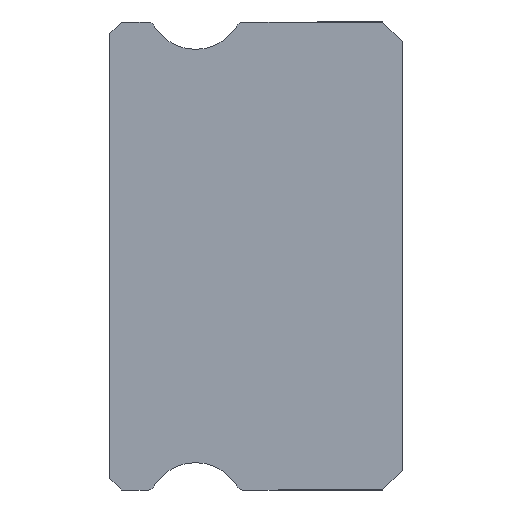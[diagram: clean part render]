
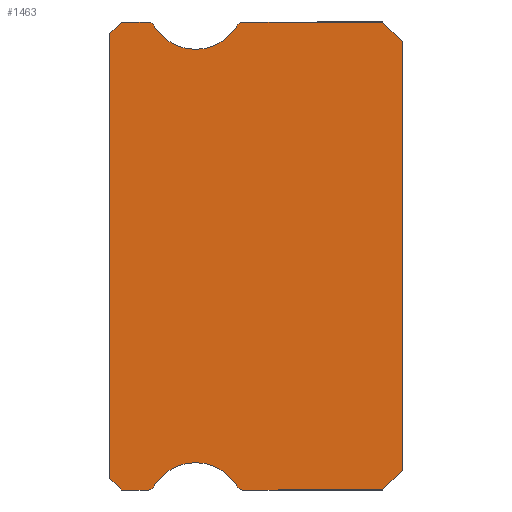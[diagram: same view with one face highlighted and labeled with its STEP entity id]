
A CAD part, left-side view. The second image highlights one B-rep face of the part: STEP entity #1463.
In plain terms, the highlighted planar face has unit normal (-1, 0, 0).
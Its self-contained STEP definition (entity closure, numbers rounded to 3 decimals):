
#54 = VERTEX_POINT ( 'NONE', #359 ) ;
#64 = VERTEX_POINT ( 'NONE', #365 ) ;
#71 = VERTEX_POINT ( 'NONE', #1608 ) ;
#80 = VECTOR ( 'NONE', #293, 1000. ) ;
#100 = EDGE_CURVE ( 'NONE', #71, #54, #1205, .T. ) ;
#120 = AXIS2_PLACEMENT_3D ( 'NONE', #1095, #1363, #1230 ) ;
#129 = DIRECTION ( 'NONE',  ( 0., 0., -1. ) ) ;
#159 = DIRECTION ( 'NONE',  ( -1., 0., 0. ) ) ;
#175 = CARTESIAN_POINT ( 'NONE',  ( -15., 5.3, 6.55 ) ) ;
#194 = PLANE ( 'NONE',  #1370 ) ;
#201 = CARTESIAN_POINT ( 'NONE',  ( -15., 7.2, -6. ) ) ;
#216 = VERTEX_POINT ( 'NONE', #1484 ) ;
#235 = EDGE_CURVE ( 'NONE', #54, #1244, #945, .T. ) ;
#243 = EDGE_LOOP ( 'NONE', ( #1149, #308, #677, #363, #1315, #1291, #1708, #441, #739, #1302, #1672, #594, #474, #794, #1660, #1485, #1153 ) ) ;
#248 = LINE ( 'NONE', #1756, #630 ) ;
#252 = VERTEX_POINT ( 'NONE', #672 ) ;
#260 = VERTEX_POINT ( 'NONE', #824 ) ;
#264 = CARTESIAN_POINT ( 'NONE',  ( -15., 0.5, 6. ) ) ;
#270 = CARTESIAN_POINT ( 'NONE',  ( -15., 6.512, 6. ) ) ;
#271 = DIRECTION ( 'NONE',  ( 1., 0., 0. ) ) ;
#274 = EDGE_CURVE ( 'NONE', #563, #64, #382, .T. ) ;
#275 = DIRECTION ( 'NONE',  ( 0., -0.707, -0.707 ) ) ;
#277 = EDGE_CURVE ( 'NONE', #454, #711, #634, .T. ) ;
#283 = LINE ( 'NONE', #1737, #1112 ) ;
#293 = DIRECTION ( 'NONE',  ( 0., 0.707, -0.707 ) ) ;
#307 = CARTESIAN_POINT ( 'NONE',  ( -15., 0., -5.5 ) ) ;
#308 = ORIENTED_EDGE ( 'NONE', *, *, #909, .F. ) ;
#311 = CIRCLE ( 'NONE', #1392, 0.15 ) ;
#325 = CARTESIAN_POINT ( 'NONE',  ( -15., 7.5, 5.7 ) ) ;
#344 = AXIS2_PLACEMENT_3D ( 'NONE', #1752, #1018, #416 ) ;
#356 = LINE ( 'NONE', #1705, #827 ) ;
#359 = CARTESIAN_POINT ( 'NONE',  ( -15., 4.217, 5.925 ) ) ;
#363 = ORIENTED_EDGE ( 'NONE', *, *, #274, .T. ) ;
#365 = CARTESIAN_POINT ( 'NONE',  ( -15., 6.512, -6. ) ) ;
#382 = LINE ( 'NONE', #409, #603 ) ;
#394 = DIRECTION ( 'NONE',  ( 0., 0., 1. ) ) ;
#399 = VECTOR ( 'NONE', #463, 1000. ) ;
#409 = CARTESIAN_POINT ( 'NONE',  ( -15., 6.512, -6. ) ) ;
#416 = DIRECTION ( 'NONE',  ( 0., 0., -1. ) ) ;
#432 = AXIS2_PLACEMENT_3D ( 'NONE', #1240, #692, #811 ) ;
#436 = CARTESIAN_POINT ( 'NONE',  ( -15., 0., -5.5 ) ) ;
#441 = ORIENTED_EDGE ( 'NONE', *, *, #1545, .F. ) ;
#454 = VERTEX_POINT ( 'NONE', #836 ) ;
#461 = LINE ( 'NONE', #436, #80 ) ;
#463 = DIRECTION ( 'NONE',  ( 0., 1., 0. ) ) ;
#474 = ORIENTED_EDGE ( 'NONE', *, *, #235, .F. ) ;
#529 = LINE ( 'NONE', #1223, #1172 ) ;
#535 = CARTESIAN_POINT ( 'NONE',  ( -15., 4.088, 6. ) ) ;
#550 = DIRECTION ( 'NONE',  ( 0., 0.707, -0.707 ) ) ;
#563 = VERTEX_POINT ( 'NONE', #201 ) ;
#579 = CARTESIAN_POINT ( 'NONE',  ( -15., 7.5, -5.7 ) ) ;
#594 = ORIENTED_EDGE ( 'NONE', *, *, #660, .F. ) ;
#597 = LINE ( 'NONE', #1531, #399 ) ;
#598 = VERTEX_POINT ( 'NONE', #755 ) ;
#603 = VECTOR ( 'NONE', #1196, 1000. ) ;
#605 = DIRECTION ( 'NONE',  ( 0., -0.707, -0.707 ) ) ;
#630 = VECTOR ( 'NONE', #550, 1000. ) ;
#634 = CIRCLE ( 'NONE', #120, 0.15 ) ;
#644 = LINE ( 'NONE', #270, #919 ) ;
#660 = EDGE_CURVE ( 'NONE', #1244, #864, #644, .T. ) ;
#661 = VECTOR ( 'NONE', #394, 1000. ) ;
#672 = CARTESIAN_POINT ( 'NONE',  ( -15., 7.2, 6. ) ) ;
#677 = ORIENTED_EDGE ( 'NONE', *, *, #1329, .T. ) ;
#692 = DIRECTION ( 'NONE',  ( -1., 0., 0. ) ) ;
#700 = VERTEX_POINT ( 'NONE', #1494 ) ;
#702 = CARTESIAN_POINT ( 'NONE',  ( -15., 0.5, -6. ) ) ;
#711 = VERTEX_POINT ( 'NONE', #1369 ) ;
#737 = DIRECTION ( 'NONE',  ( 0., 0., -1. ) ) ;
#739 = ORIENTED_EDGE ( 'NONE', *, *, #1338, .F. ) ;
#755 = CARTESIAN_POINT ( 'NONE',  ( -15., 6.512, 6. ) ) ;
#761 = DIRECTION ( 'NONE',  ( 0., 0., -1. ) ) ;
#794 = ORIENTED_EDGE ( 'NONE', *, *, #100, .F. ) ;
#811 = DIRECTION ( 'NONE',  ( 0., 0., -1. ) ) ;
#815 = DIRECTION ( 'NONE',  ( 0., -1., 0. ) ) ;
#824 = CARTESIAN_POINT ( 'NONE',  ( -15., 6.383, 5.925 ) ) ;
#827 = VECTOR ( 'NONE', #1041, 1000. ) ;
#836 = CARTESIAN_POINT ( 'NONE',  ( -15., 4.088, -6. ) ) ;
#853 = VECTOR ( 'NONE', #1169, 1000. ) ;
#864 = VERTEX_POINT ( 'NONE', #264 ) ;
#882 = CIRCLE ( 'NONE', #1502, 1.25 ) ;
#884 = EDGE_CURVE ( 'NONE', #252, #1390, #248, .T. ) ;
#908 = DIRECTION ( 'NONE',  ( 1., 0., 0. ) ) ;
#909 = EDGE_CURVE ( 'NONE', #1691, #1390, #924, .T. ) ;
#919 = VECTOR ( 'NONE', #815, 1000. ) ;
#924 = LINE ( 'NONE', #1219, #661 ) ;
#943 = CARTESIAN_POINT ( 'NONE',  ( -15., 6.512, 5.85 ) ) ;
#945 = CIRCLE ( 'NONE', #1730, 0.15 ) ;
#960 = EDGE_CURVE ( 'NONE', #711, #700, #1754, .T. ) ;
#984 = DIRECTION ( 'NONE',  ( 1., 0., 0. ) ) ;
#1014 = LINE ( 'NONE', #1189, #853 ) ;
#1018 = DIRECTION ( 'NONE',  ( -1., 0., 0. ) ) ;
#1041 = DIRECTION ( 'NONE',  ( 0., 0., 1. ) ) ;
#1073 = EDGE_CURVE ( 'NONE', #700, #64, #311, .T. ) ;
#1095 = CARTESIAN_POINT ( 'NONE',  ( -15., 4.088, -5.85 ) ) ;
#1112 = VECTOR ( 'NONE', #605, 1000. ) ;
#1149 = ORIENTED_EDGE ( 'NONE', *, *, #884, .T. ) ;
#1150 = CARTESIAN_POINT ( 'NONE',  ( -15., 6.512, 5.85 ) ) ;
#1153 = ORIENTED_EDGE ( 'NONE', *, *, #1715, .T. ) ;
#1169 = DIRECTION ( 'NONE',  ( 0., 1., 0. ) ) ;
#1172 = VECTOR ( 'NONE', #275, 1000. ) ;
#1189 = CARTESIAN_POINT ( 'NONE',  ( -15., 6.512, -6. ) ) ;
#1196 = DIRECTION ( 'NONE',  ( 0., -1., 0. ) ) ;
#1198 = EDGE_CURVE ( 'NONE', #864, #216, #529, .T. ) ;
#1205 = CIRCLE ( 'NONE', #432, 1.25 ) ;
#1219 = CARTESIAN_POINT ( 'NONE',  ( -15., 7.5, 5.85 ) ) ;
#1223 = CARTESIAN_POINT ( 'NONE',  ( -15., 0.5, 6. ) ) ;
#1230 = DIRECTION ( 'NONE',  ( 0., 0., -1. ) ) ;
#1240 = CARTESIAN_POINT ( 'NONE',  ( -15., 5.3, 6.55 ) ) ;
#1244 = VERTEX_POINT ( 'NONE', #535 ) ;
#1285 = EDGE_CURVE ( 'NONE', #598, #260, #1344, .T. ) ;
#1291 = ORIENTED_EDGE ( 'NONE', *, *, #960, .F. ) ;
#1302 = ORIENTED_EDGE ( 'NONE', *, *, #1586, .T. ) ;
#1315 = ORIENTED_EDGE ( 'NONE', *, *, #1073, .F. ) ;
#1329 = EDGE_CURVE ( 'NONE', #1691, #563, #283, .T. ) ;
#1338 = EDGE_CURVE ( 'NONE', #1609, #1628, #461, .T. ) ;
#1340 = CARTESIAN_POINT ( 'NONE',  ( -15., 4.088, 5.85 ) ) ;
#1344 = CIRCLE ( 'NONE', #1636, 0.15 ) ;
#1363 = DIRECTION ( 'NONE',  ( 1., 0., 0. ) ) ;
#1369 = CARTESIAN_POINT ( 'NONE',  ( -15., 4.217, -5.925 ) ) ;
#1370 = AXIS2_PLACEMENT_3D ( 'NONE', #1150, #984, #737 ) ;
#1390 = VERTEX_POINT ( 'NONE', #325 ) ;
#1392 = AXIS2_PLACEMENT_3D ( 'NONE', #1569, #908, #761 ) ;
#1406 = DIRECTION ( 'NONE',  ( 0., 0., -1. ) ) ;
#1411 = EDGE_CURVE ( 'NONE', #260, #71, #882, .T. ) ;
#1415 = FACE_OUTER_BOUND ( 'NONE', #243, .T. ) ;
#1463 = ADVANCED_FACE ( 'NONE', ( #1415 ), #194, .F. ) ;
#1484 = CARTESIAN_POINT ( 'NONE',  ( -15., 0., 5.5 ) ) ;
#1485 = ORIENTED_EDGE ( 'NONE', *, *, #1285, .F. ) ;
#1486 = DIRECTION ( 'NONE',  ( 0., 0., -1. ) ) ;
#1491 = DIRECTION ( 'NONE',  ( 1., 0., 0. ) ) ;
#1494 = CARTESIAN_POINT ( 'NONE',  ( -15., 6.383, -5.925 ) ) ;
#1502 = AXIS2_PLACEMENT_3D ( 'NONE', #175, #159, #1406 ) ;
#1531 = CARTESIAN_POINT ( 'NONE',  ( -15., 7.2, 6. ) ) ;
#1545 = EDGE_CURVE ( 'NONE', #1628, #454, #1014, .T. ) ;
#1569 = CARTESIAN_POINT ( 'NONE',  ( -15., 6.512, -5.85 ) ) ;
#1586 = EDGE_CURVE ( 'NONE', #1609, #216, #356, .T. ) ;
#1608 = CARTESIAN_POINT ( 'NONE',  ( -15., 5.3, 5.3 ) ) ;
#1609 = VERTEX_POINT ( 'NONE', #307 ) ;
#1628 = VERTEX_POINT ( 'NONE', #702 ) ;
#1636 = AXIS2_PLACEMENT_3D ( 'NONE', #943, #1491, #1486 ) ;
#1660 = ORIENTED_EDGE ( 'NONE', *, *, #1411, .F. ) ;
#1672 = ORIENTED_EDGE ( 'NONE', *, *, #1198, .F. ) ;
#1691 = VERTEX_POINT ( 'NONE', #579 ) ;
#1705 = CARTESIAN_POINT ( 'NONE',  ( -15., 0., 5.5 ) ) ;
#1708 = ORIENTED_EDGE ( 'NONE', *, *, #277, .F. ) ;
#1715 = EDGE_CURVE ( 'NONE', #598, #252, #597, .T. ) ;
#1730 = AXIS2_PLACEMENT_3D ( 'NONE', #1340, #271, #129 ) ;
#1737 = CARTESIAN_POINT ( 'NONE',  ( -15., 7.2, -6. ) ) ;
#1752 = CARTESIAN_POINT ( 'NONE',  ( -15., 5.3, -6.55 ) ) ;
#1754 = CIRCLE ( 'NONE', #344, 1.25 ) ;
#1756 = CARTESIAN_POINT ( 'NONE',  ( -15., 7.5, 5.7 ) ) ;
